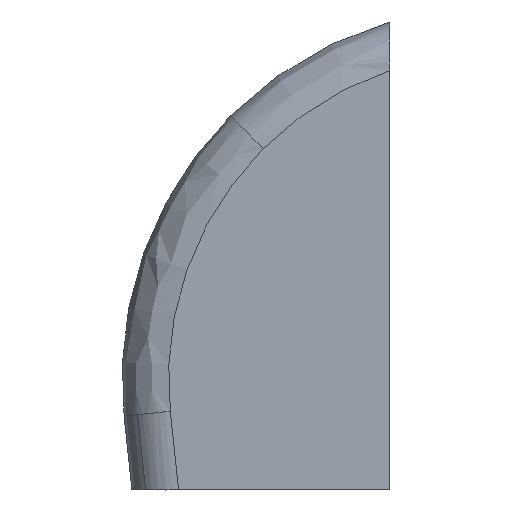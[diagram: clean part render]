
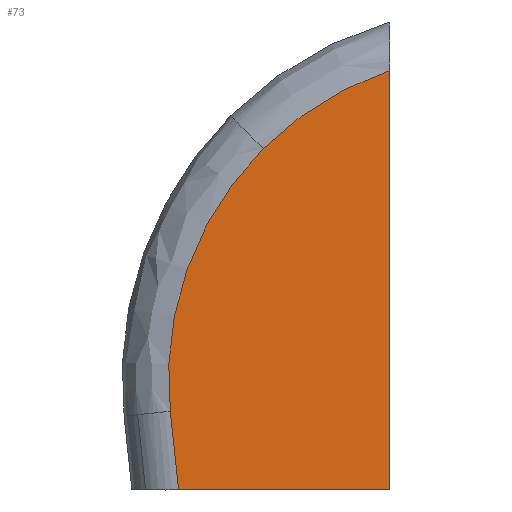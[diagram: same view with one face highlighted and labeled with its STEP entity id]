
A CAD part, left-side view. The second image highlights one B-rep face of the part: STEP entity #73.
In plain terms, the highlighted free-form (B-spline) face has degree [1, 1] with [2, 2] control points.
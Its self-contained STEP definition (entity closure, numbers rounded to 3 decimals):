
#3 = CARTESIAN_POINT ( 'NONE',  ( -1050., 3076.826, 1717.48 ) ) ;
#4 = CARTESIAN_POINT ( 'NONE',  ( -1050., 3176.995, 1434.69 ) ) ;
#23 = CARTESIAN_POINT ( 'NONE',  ( -1050., 3038.487, 1755.818 ) ) ;
#48 = VERTEX_POINT ( 'NONE', #4 ) ;
#73 = ADVANCED_FACE ( 'NONE', ( #746 ), #721, .F. ) ;
#126 = CARTESIAN_POINT ( 'NONE',  ( -1050., 3076.826, 1717.48 ) ) ;
#160 = CARTESIAN_POINT ( 'NONE',  ( -1050., 3076.826, 1717.48 ) ) ;
#167 = CARTESIAN_POINT ( 'NONE',  ( -1050., 2940.831, 1801.593 ) ) ;
#172 =( BOUNDED_CURVE ( )  B_SPLINE_CURVE ( 3, ( #264, #196, #411, #3 ),
 .UNSPECIFIED., .F., .T. ) 
 B_SPLINE_CURVE_WITH_KNOTS ( ( 4, 4 ),
 ( 0., 0.89 ),
 .UNSPECIFIED. ) 
 CURVE ( )  GEOMETRIC_REPRESENTATION_ITEM ( )  RATIONAL_B_SPLINE_CURVE ( ( 0.957, 0.894, 0.894, 0.957 ) ) 
 REPRESENTATION_ITEM ( '' )  );
#196 = CARTESIAN_POINT ( 'NONE',  ( -1050., 3188.155, 1541.051 ) ) ;
#226 = CARTESIAN_POINT ( 'NONE',  ( -1050., 3054.992, 1232.729 ) ) ;
#228 = CARTESIAN_POINT ( 'NONE',  ( -1050., 3168.1, 1349.912 ) ) ;
#231 = EDGE_CURVE ( 'NONE', #905, #538, #638, .T. ) ;
#264 = CARTESIAN_POINT ( 'NONE',  ( -1050., 3176.995, 1434.69 ) ) ;
#312 = VERTEX_POINT ( 'NONE', #898 ) ;
#371 = CARTESIAN_POINT ( 'NONE',  ( -1050., 2992.346, 1784.382 ) ) ;
#411 = CARTESIAN_POINT ( 'NONE',  ( -1050., 3152.447, 1641.858 ) ) ;
#432 = CARTESIAN_POINT ( 'NONE',  ( -1050., 2711.443, 1576.279 ) ) ;
#443 = EDGE_CURVE ( 'NONE', #463, #48, #585, .T. ) ;
#447 = ORIENTED_EDGE ( 'NONE', *, *, #471, .T. ) ;
#456 = EDGE_LOOP ( 'NONE', ( #447, #520, #622, #866, #769 ) ) ;
#463 = VERTEX_POINT ( 'NONE', #749 ) ;
#470 = CARTESIAN_POINT ( 'NONE',  ( -1050., 2940.831, 1500.472 ) ) ;
#471 = EDGE_CURVE ( 'NONE', #463, #312, #484, .T. ) ;
#484 = B_SPLINE_CURVE_WITH_KNOTS ( 'NONE', 3,
 ( #842, #902, #677, #606 ),
 .UNSPECIFIED., .F., .F.,
 ( 4, 4 ),
 ( 0., 1. ),
 .UNSPECIFIED. ) ;
#502 = CARTESIAN_POINT ( 'NONE',  ( -1050., 3309.795, 1487.532 ) ) ;
#520 = ORIENTED_EDGE ( 'NONE', *, *, #610, .T. ) ;
#538 = VERTEX_POINT ( 'NONE', #167 ) ;
#542 = B_SPLINE_CURVE_WITH_KNOTS ( 'NONE', 3,
 ( #773, #470, #854, #849 ),
 .UNSPECIFIED., .F., .F.,
 ( 4, 4 ),
 ( 0., 1. ),
 .UNSPECIFIED. ) ;
#585 = B_SPLINE_CURVE_WITH_KNOTS ( 'NONE', 1,
 ( #228, #598 ),
 .UNSPECIFIED., .F., .F.,
 ( 2, 2 ),
 ( -1., 0. ),
 .UNSPECIFIED. ) ;
#598 = CARTESIAN_POINT ( 'NONE',  ( -1050., 3176.995, 1434.69 ) ) ;
#606 = CARTESIAN_POINT ( 'NONE',  ( -1050., 2940.831, 1349.912 ) ) ;
#610 = EDGE_CURVE ( 'NONE', #312, #538, #542, .T. ) ;
#622 = ORIENTED_EDGE ( 'NONE', *, *, #231, .F. ) ;
#638 =( BOUNDED_CURVE ( )  B_SPLINE_CURVE ( 3, ( #160, #23, #371, #674 ),
 .UNSPECIFIED., .F., .T. ) 
 B_SPLINE_CURVE_WITH_KNOTS ( ( 4, 4 ),
 ( 0., 0.463 ),
 .UNSPECIFIED. ) 
 CURVE ( )  GEOMETRIC_REPRESENTATION_ITEM ( )  RATIONAL_B_SPLINE_CURVE ( ( 0.957, 0.938, 0.936, 0.952 ) ) 
 REPRESENTATION_ITEM ( '' )  );
#674 = CARTESIAN_POINT ( 'NONE',  ( -1050., 2940.831, 1801.593 ) ) ;
#677 = CARTESIAN_POINT ( 'NONE',  ( -1050., 3016.587, 1349.912 ) ) ;
#721 = B_SPLINE_SURFACE_WITH_KNOTS ( 'NONE', 1, 1, ( 
 ( #226, #432 ),
 ( #502, #815 ) ),
 .UNSPECIFIED., .F., .F., .F.,
 ( 2, 2 ),
 ( 2, 2 ),
 ( 0., 1. ),
 ( 0., 1. ),
 .UNSPECIFIED. ) ;
#746 = FACE_OUTER_BOUND ( 'NONE', #456, .T. ) ;
#749 = CARTESIAN_POINT ( 'NONE',  ( -1050., 3168.1, 1349.912 ) ) ;
#769 = ORIENTED_EDGE ( 'NONE', *, *, #443, .F. ) ;
#773 = CARTESIAN_POINT ( 'NONE',  ( -1050., 2940.831, 1349.912 ) ) ;
#815 = CARTESIAN_POINT ( 'NONE',  ( -1050., 2966.245, 1831.081 ) ) ;
#842 = CARTESIAN_POINT ( 'NONE',  ( -1050., 3168.1, 1349.912 ) ) ;
#849 = CARTESIAN_POINT ( 'NONE',  ( -1050., 2940.831, 1801.593 ) ) ;
#854 = CARTESIAN_POINT ( 'NONE',  ( -1050., 2940.831, 1651.033 ) ) ;
#866 = ORIENTED_EDGE ( 'NONE', *, *, #900, .F. ) ;
#898 = CARTESIAN_POINT ( 'NONE',  ( -1050., 2940.831, 1349.912 ) ) ;
#900 = EDGE_CURVE ( 'NONE', #48, #905, #172, .T. ) ;
#902 = CARTESIAN_POINT ( 'NONE',  ( -1050., 3092.344, 1349.912 ) ) ;
#905 = VERTEX_POINT ( 'NONE', #126 ) ;
